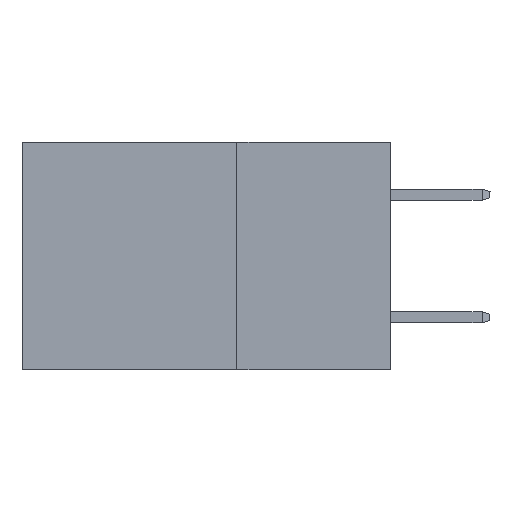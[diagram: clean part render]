
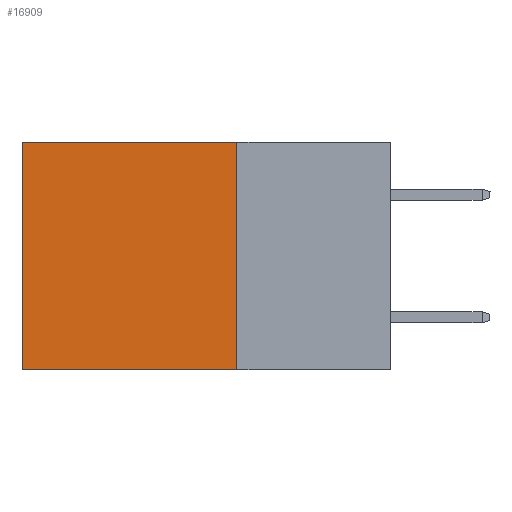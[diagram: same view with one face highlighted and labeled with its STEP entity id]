
A CAD part, left-side view. The second image highlights one B-rep face of the part: STEP entity #16909.
In plain terms, the highlighted planar face has unit normal (-1, 0, 0).
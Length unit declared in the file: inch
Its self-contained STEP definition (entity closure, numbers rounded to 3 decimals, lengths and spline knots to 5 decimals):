
#299 = ORIENTED_EDGE ( 'NONE', *, *, #1011, .F. ) ;
#1011 = EDGE_CURVE ( 'NONE', #5668, #22361, #16237, .T. ) ;
#2292 = VECTOR ( 'NONE', #3347, 39.37008 ) ;
#3347 = DIRECTION ( 'NONE',  ( 0., 0., -1. ) ) ;
#3599 = EDGE_LOOP ( 'NONE', ( #10543, #20303, #299, #5565 ) ) ;
#4627 = CARTESIAN_POINT ( 'NONE',  ( 0.2875, 0.25, -0.37 ) ) ;
#5053 = VECTOR ( 'NONE', #15604, 39.37008 ) ;
#5565 = ORIENTED_EDGE ( 'NONE', *, *, #7743, .T. ) ;
#5668 = VERTEX_POINT ( 'NONE', #6653 ) ;
#6653 = CARTESIAN_POINT ( 'NONE',  ( 0.2875, 0.25, 0. ) ) ;
#7453 = EDGE_CURVE ( 'NONE', #9495, #11199, #9958, .T. ) ;
#7743 = EDGE_CURVE ( 'NONE', #5668, #9495, #20782, .T. ) ;
#8282 = DIRECTION ( 'NONE',  ( 1., 0., 0. ) ) ;
#8937 = EDGE_CURVE ( 'NONE', #22361, #11199, #10432, .T. ) ;
#9495 = VERTEX_POINT ( 'NONE', #11400 ) ;
#9958 = LINE ( 'NONE', #10541, #2292 ) ;
#9981 = DIRECTION ( 'NONE',  ( 0., 1., 0. ) ) ;
#10184 = CARTESIAN_POINT ( 'NONE',  ( 0.2875, 0.25, 0. ) ) ;
#10238 = FACE_OUTER_BOUND ( 'NONE', #3599, .T. ) ;
#10432 = LINE ( 'NONE', #4627, #13119 ) ;
#10541 = CARTESIAN_POINT ( 'NONE',  ( 0.2875, 0.6, 0. ) ) ;
#10543 = ORIENTED_EDGE ( 'NONE', *, *, #7453, .T. ) ;
#11199 = VERTEX_POINT ( 'NONE', #12802 ) ;
#11400 = CARTESIAN_POINT ( 'NONE',  ( 0.2875, 0.6, 0. ) ) ;
#11688 = CARTESIAN_POINT ( 'NONE',  ( 0.2875, 0.25, 0. ) ) ;
#12734 = VECTOR ( 'NONE', #15141, 39.37008 ) ;
#12802 = CARTESIAN_POINT ( 'NONE',  ( 0.2875, 0.6, -0.37 ) ) ;
#13119 = VECTOR ( 'NONE', #9981, 39.37008 ) ;
#15141 = DIRECTION ( 'NONE',  ( 0., 0., -1. ) ) ;
#15528 = CARTESIAN_POINT ( 'NONE',  ( 0.2875, 0.25, 0. ) ) ;
#15604 = DIRECTION ( 'NONE',  ( 0., 1., 0. ) ) ;
#16237 = LINE ( 'NONE', #11688, #12734 ) ;
#16909 = ADVANCED_FACE ( 'NONE', ( #10238 ), #18653, .F. ) ;
#18653 = PLANE ( 'NONE',  #19004 ) ;
#18787 = CARTESIAN_POINT ( 'NONE',  ( 0.2875, 0.25, -0.37 ) ) ;
#19004 = AXIS2_PLACEMENT_3D ( 'NONE', #10184, #8282, #20626 ) ;
#20303 = ORIENTED_EDGE ( 'NONE', *, *, #8937, .F. ) ;
#20626 = DIRECTION ( 'NONE',  ( 0., 0., -1. ) ) ;
#20782 = LINE ( 'NONE', #15528, #5053 ) ;
#22361 = VERTEX_POINT ( 'NONE', #18787 ) ;
